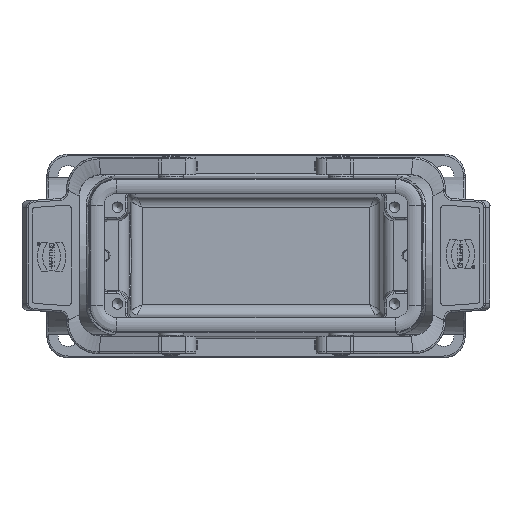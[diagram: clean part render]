
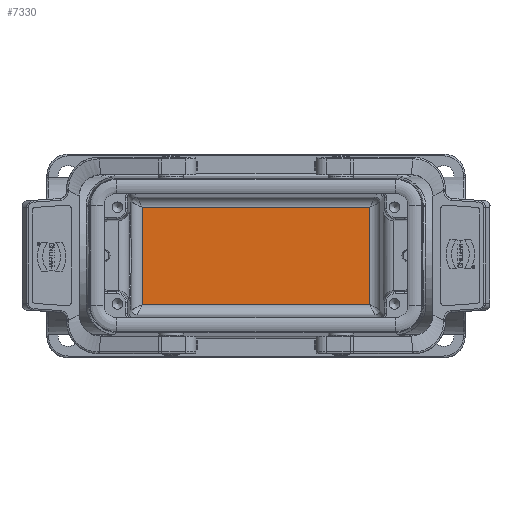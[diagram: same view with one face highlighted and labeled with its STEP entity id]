
A CAD part, top view. The second image highlights one B-rep face of the part: STEP entity #7330.
In plain terms, the highlighted planar face has unit normal (0, 0, 1).
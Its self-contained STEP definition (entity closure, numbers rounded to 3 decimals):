
#7330=ADVANCED_FACE('',(#8657),#8008,.F.);
#8008=PLANE('',#25814);
#8657=FACE_OUTER_BOUND('',#9542,.T.);
#9542=EDGE_LOOP('',(#13123,#13124,#13125,#13126));
#13123=ORIENTED_EDGE('',*,*,#17417,.T.);
#13124=ORIENTED_EDGE('',*,*,#17418,.T.);
#13125=ORIENTED_EDGE('',*,*,#17419,.T.);
#13126=ORIENTED_EDGE('',*,*,#17420,.T.);
#15431=VERTEX_POINT('',#38747);
#15432=VERTEX_POINT('',#38748);
#15433=VERTEX_POINT('',#38750);
#15434=VERTEX_POINT('',#38752);
#17417=EDGE_CURVE('',#15431,#15432,#21107,.T.);
#17418=EDGE_CURVE('',#15432,#15433,#21108,.T.);
#17419=EDGE_CURVE('',#15433,#15434,#21109,.T.);
#17420=EDGE_CURVE('',#15434,#15431,#21110,.T.);
#21107=LINE('',#38746,#22662);
#21108=LINE('',#38749,#22663);
#21109=LINE('',#38751,#22664);
#21110=LINE('',#38753,#22665);
#22662=VECTOR('',#29410,1.);
#22663=VECTOR('',#29411,1.);
#22664=VECTOR('',#29412,1.);
#22665=VECTOR('',#29413,1.);
#25814=AXIS2_PLACEMENT_3D('',#38754,#29414,#29415);
#29410=DIRECTION('',(1.,0.,0.));
#29411=DIRECTION('',(0.,1.,0.));
#29412=DIRECTION('',(-1.,0.,0.));
#29413=DIRECTION('',(0.,-1.,0.));
#29414=DIRECTION('',(0.,0.,-1.));
#29415=DIRECTION('',(-1.,0.,0.));
#38746=CARTESIAN_POINT('',(34.75,-13.567,-65.25));
#38747=CARTESIAN_POINT('',(-31.804,-13.567,-65.25));
#38748=CARTESIAN_POINT('',(31.804,-13.567,-65.25));
#38749=CARTESIAN_POINT('',(31.804,15.,-65.25));
#38750=CARTESIAN_POINT('',(31.804,13.567,-65.25));
#38751=CARTESIAN_POINT('',(34.75,13.567,-65.25));
#38752=CARTESIAN_POINT('',(-31.804,13.567,-65.25));
#38753=CARTESIAN_POINT('',(-31.804,-15.,-65.25));
#38754=CARTESIAN_POINT('',(34.75,-17.75,-65.25));
